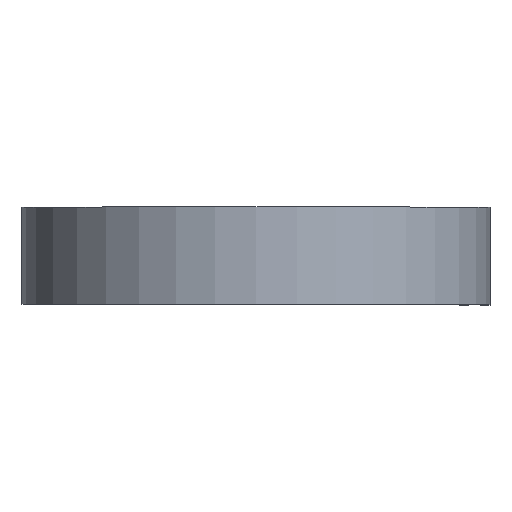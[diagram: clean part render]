
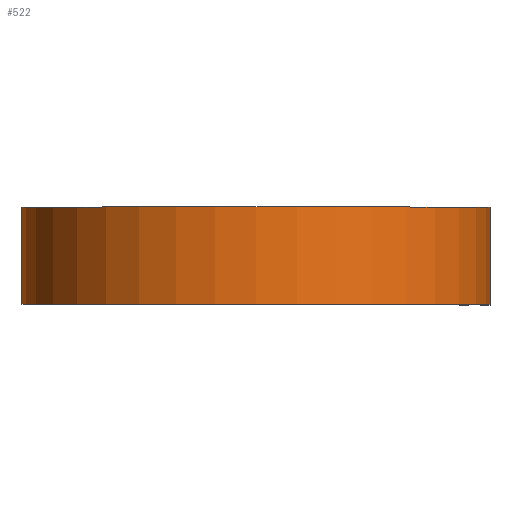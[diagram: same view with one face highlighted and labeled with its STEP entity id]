
A CAD part, top view. The second image highlights one B-rep face of the part: STEP entity #522.
In plain terms, the highlighted cylindrical face has radius 30.582 mm (diameter 61.163 mm), a partial arc.
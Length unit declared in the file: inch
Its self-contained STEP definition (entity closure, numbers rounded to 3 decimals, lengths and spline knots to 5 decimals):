
#24 = EDGE_LOOP ( 'NONE', ( #625, #504, #170, #652 ) ) ;
#36 = VERTEX_POINT ( 'NONE', #116 ) ;
#81 = CIRCLE ( 'NONE', #444, 1.204 ) ;
#116 = CARTESIAN_POINT ( 'NONE',  ( 0., 0.25, -1.204 ) ) ;
#120 = VECTOR ( 'NONE', #129, 39.37008 ) ;
#129 = DIRECTION ( 'NONE',  ( 0., -1., 0. ) ) ;
#138 = CARTESIAN_POINT ( 'NONE',  ( 0., 0.25, -1.204 ) ) ;
#141 = CARTESIAN_POINT ( 'NONE',  ( 0., 0.25, 0. ) ) ;
#142 = AXIS2_PLACEMENT_3D ( 'NONE', #472, #669, #589 ) ;
#144 = CARTESIAN_POINT ( 'NONE',  ( 1.204, -0.25, 0. ) ) ;
#153 = CARTESIAN_POINT ( 'NONE',  ( 1.204, 0.25, 0. ) ) ;
#164 = LINE ( 'NONE', #138, #120 ) ;
#170 = ORIENTED_EDGE ( 'NONE', *, *, #450, .F. ) ;
#175 = DIRECTION ( 'NONE',  ( 0., 1., 0. ) ) ;
#180 = DIRECTION ( 'NONE',  ( 1., 0., 0. ) ) ;
#186 = CIRCLE ( 'NONE', #323, 1.204 ) ;
#300 = VERTEX_POINT ( 'NONE', #153 ) ;
#323 = AXIS2_PLACEMENT_3D ( 'NONE', #529, #175, #180 ) ;
#375 = CARTESIAN_POINT ( 'NONE',  ( 0., -0.25, -1.204 ) ) ;
#399 = DIRECTION ( 'NONE',  ( 0., -1., 0. ) ) ;
#405 = EDGE_CURVE ( 'NONE', #650, #490, #186, .T. ) ;
#429 = EDGE_CURVE ( 'NONE', #36, #650, #164, .T. ) ;
#444 = AXIS2_PLACEMENT_3D ( 'NONE', #141, #528, #486 ) ;
#450 = EDGE_CURVE ( 'NONE', #36, #300, #81, .T. ) ;
#472 = CARTESIAN_POINT ( 'NONE',  ( 0., 0.25, 0. ) ) ;
#486 = DIRECTION ( 'NONE',  ( 1., 0., 0. ) ) ;
#490 = VERTEX_POINT ( 'NONE', #144 ) ;
#504 = ORIENTED_EDGE ( 'NONE', *, *, #566, .F. ) ;
#522 = ADVANCED_FACE ( 'NONE', ( #721 ), #716, .T. ) ;
#528 = DIRECTION ( 'NONE',  ( 0., 1., 0. ) ) ;
#529 = CARTESIAN_POINT ( 'NONE',  ( 0., -0.25, 0. ) ) ;
#566 = EDGE_CURVE ( 'NONE', #300, #490, #713, .T. ) ;
#589 = DIRECTION ( 'NONE',  ( 0., 0., -1. ) ) ;
#625 = ORIENTED_EDGE ( 'NONE', *, *, #405, .T. ) ;
#650 = VERTEX_POINT ( 'NONE', #375 ) ;
#652 = ORIENTED_EDGE ( 'NONE', *, *, #429, .T. ) ;
#663 = CARTESIAN_POINT ( 'NONE',  ( 1.204, 0.25, 0. ) ) ;
#669 = DIRECTION ( 'NONE',  ( 0., -1., 0. ) ) ;
#713 = LINE ( 'NONE', #663, #723 ) ;
#716 = CYLINDRICAL_SURFACE ( 'NONE', #142, 1.204 ) ;
#721 = FACE_OUTER_BOUND ( 'NONE', #24, .T. ) ;
#723 = VECTOR ( 'NONE', #399, 39.37008 ) ;
